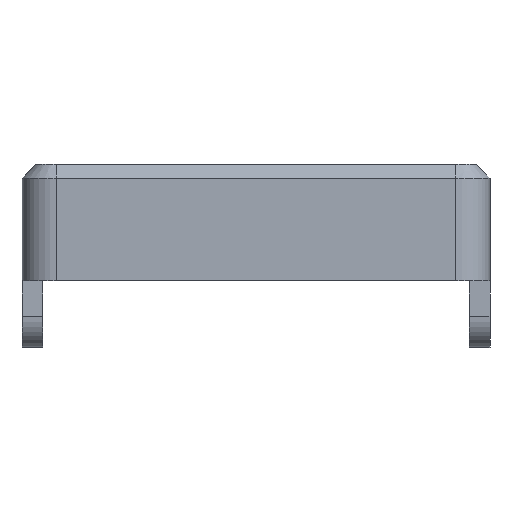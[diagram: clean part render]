
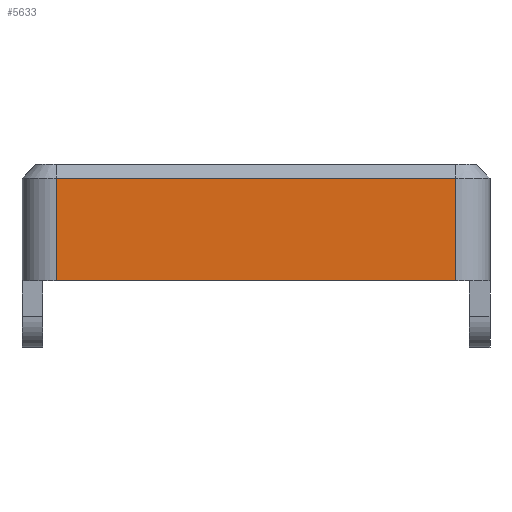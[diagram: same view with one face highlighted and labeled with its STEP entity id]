
A CAD part, front view. The second image highlights one B-rep face of the part: STEP entity #5633.
In plain terms, the highlighted planar face has unit normal (0, -1, 0).
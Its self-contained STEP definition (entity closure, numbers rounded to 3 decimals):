
#662=LINE('',#9284,#1210);
#670=LINE('',#9308,#1218);
#671=LINE('',#9310,#1219);
#672=LINE('',#9311,#1220);
#1210=VECTOR('',#6770,10.);
#1218=VECTOR('',#6796,10.);
#1219=VECTOR('',#6797,10.);
#1220=VECTOR('',#6798,10.);
#1630=FACE_OUTER_BOUND('',#1949,.T.);
#1949=EDGE_LOOP('',(#4322,#4323,#4324,#4325));
#2596=VERTEX_POINT('',#9274);
#2598=VERTEX_POINT('',#9280);
#2606=VERTEX_POINT('',#9307);
#2607=VERTEX_POINT('',#9309);
#3261=EDGE_CURVE('',#2596,#2598,#662,.T.);
#3273=EDGE_CURVE('',#2606,#2596,#670,.T.);
#3274=EDGE_CURVE('',#2607,#2606,#671,.T.);
#3275=EDGE_CURVE('',#2598,#2607,#672,.T.);
#4322=ORIENTED_EDGE('',*,*,#3261,.F.);
#4323=ORIENTED_EDGE('',*,*,#3273,.F.);
#4324=ORIENTED_EDGE('',*,*,#3274,.F.);
#4325=ORIENTED_EDGE('',*,*,#3275,.F.);
#5413=PLANE('',#5990);
#5633=ADVANCED_FACE('',(#1630),#5413,.T.);
#5990=AXIS2_PLACEMENT_3D('',#9306,#6794,#6795);
#6770=DIRECTION('',(1.,0.,0.));
#6794=DIRECTION('center_axis',(0.,-1.,0.));
#6795=DIRECTION('ref_axis',(-1.,0.,0.));
#6796=DIRECTION('',(0.,0.,1.));
#6797=DIRECTION('',(-1.,0.,0.));
#6798=DIRECTION('',(0.,0.,-1.));
#9274=CARTESIAN_POINT('',(-29.,-60.9,3.02));
#9280=CARTESIAN_POINT('',(29.,-60.9,3.02));
#9284=CARTESIAN_POINT('',(17.5,-60.9,3.02));
#9306=CARTESIAN_POINT('Origin',(35.,-60.9,-4.48));
#9307=CARTESIAN_POINT('',(-29.,-60.9,-11.9));
#9308=CARTESIAN_POINT('',(-29.,-60.9,-4.48));
#9309=CARTESIAN_POINT('',(29.,-60.9,-11.9));
#9310=CARTESIAN_POINT('',(17.5,-60.9,-11.9));
#9311=CARTESIAN_POINT('',(29.,-60.9,-4.48));
